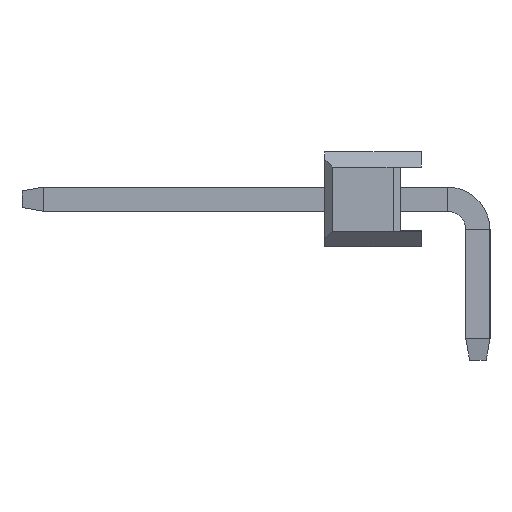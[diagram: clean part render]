
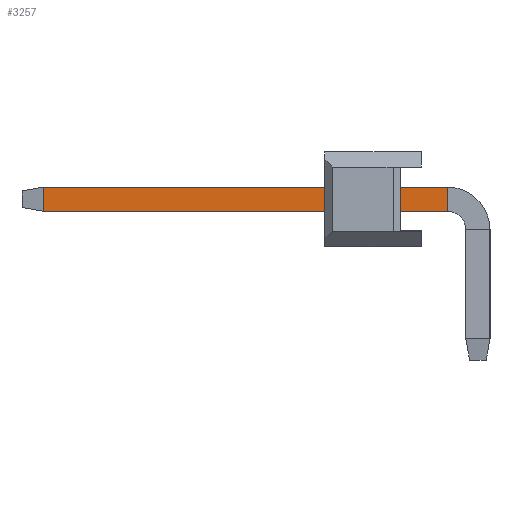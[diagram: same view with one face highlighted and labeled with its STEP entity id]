
A CAD part, left-side view. The second image highlights one B-rep face of the part: STEP entity #3257.
In plain terms, the highlighted planar face has unit normal (-1, 0, 0).
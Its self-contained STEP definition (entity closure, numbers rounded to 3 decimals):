
#21 = VECTOR ( 'NONE', #9220, 1000. ) ;
#1000 = CARTESIAN_POINT ( 'NONE',  ( -28.26, 10.54, -0.32 ) ) ;
#1412 = CARTESIAN_POINT ( 'NONE',  ( -28.26, 9.973, 0.32 ) ) ;
#1909 = VERTEX_POINT ( 'NONE', #12266 ) ;
#2067 = VERTEX_POINT ( 'NONE', #1412 ) ;
#2809 = VERTEX_POINT ( 'NONE', #7477 ) ;
#3257 = ADVANCED_FACE ( 'NONE', ( #4930 ), #9946, .F. ) ;
#3473 = EDGE_CURVE ( 'NONE', #2067, #2809, #4355, .T. ) ;
#3714 = DIRECTION ( 'NONE',  ( 1., 0., 0. ) ) ;
#3881 = VECTOR ( 'NONE', #4462, 1000. ) ;
#4035 = ORIENTED_EDGE ( 'NONE', *, *, #5428, .T. ) ;
#4230 = CARTESIAN_POINT ( 'NONE',  ( -28.26, 9.973, -0.32 ) ) ;
#4355 = LINE ( 'NONE', #9350, #5500 ) ;
#4462 = DIRECTION ( 'NONE',  ( 0., 0., 1. ) ) ;
#4730 = AXIS2_PLACEMENT_3D ( 'NONE', #14964, #3714, #8694 ) ;
#4930 = FACE_OUTER_BOUND ( 'NONE', #10983, .T. ) ;
#5428 = EDGE_CURVE ( 'NONE', #16171, #2809, #10716, .T. ) ;
#5462 = ORIENTED_EDGE ( 'NONE', *, *, #10986, .T. ) ;
#5500 = VECTOR ( 'NONE', #14369, 1000. ) ;
#5971 = DIRECTION ( 'NONE',  ( 0., -1., 0. ) ) ;
#6473 = ORIENTED_EDGE ( 'NONE', *, *, #12996, .T. ) ;
#6934 = ORIENTED_EDGE ( 'NONE', *, *, #3473, .F. ) ;
#7477 = CARTESIAN_POINT ( 'NONE',  ( -28.26, -0.7, 0.32 ) ) ;
#8694 = DIRECTION ( 'NONE',  ( 0., 0., -1. ) ) ;
#9220 = DIRECTION ( 'NONE',  ( 0., 0., -1. ) ) ;
#9350 = CARTESIAN_POINT ( 'NONE',  ( -28.26, 10.54, 0.32 ) ) ;
#9946 = PLANE ( 'NONE',  #4730 ) ;
#10707 = CARTESIAN_POINT ( 'NONE',  ( -28.26, -0.7, -0.32 ) ) ;
#10716 = LINE ( 'NONE', #15700, #3881 ) ;
#10983 = EDGE_LOOP ( 'NONE', ( #6934, #5462, #6473, #4035 ) ) ;
#10986 = EDGE_CURVE ( 'NONE', #2067, #1909, #15468, .T. ) ;
#12253 = LINE ( 'NONE', #1000, #14674 ) ;
#12266 = CARTESIAN_POINT ( 'NONE',  ( -28.26, 9.973, -0.32 ) ) ;
#12996 = EDGE_CURVE ( 'NONE', #1909, #16171, #12253, .T. ) ;
#14369 = DIRECTION ( 'NONE',  ( 0., -1., 0. ) ) ;
#14674 = VECTOR ( 'NONE', #5971, 1000. ) ;
#14964 = CARTESIAN_POINT ( 'NONE',  ( -28.26, 10.54, 0.32 ) ) ;
#15468 = LINE ( 'NONE', #4230, #21 ) ;
#15700 = CARTESIAN_POINT ( 'NONE',  ( -28.26, -0.7, 0.32 ) ) ;
#16171 = VERTEX_POINT ( 'NONE', #10707 ) ;
